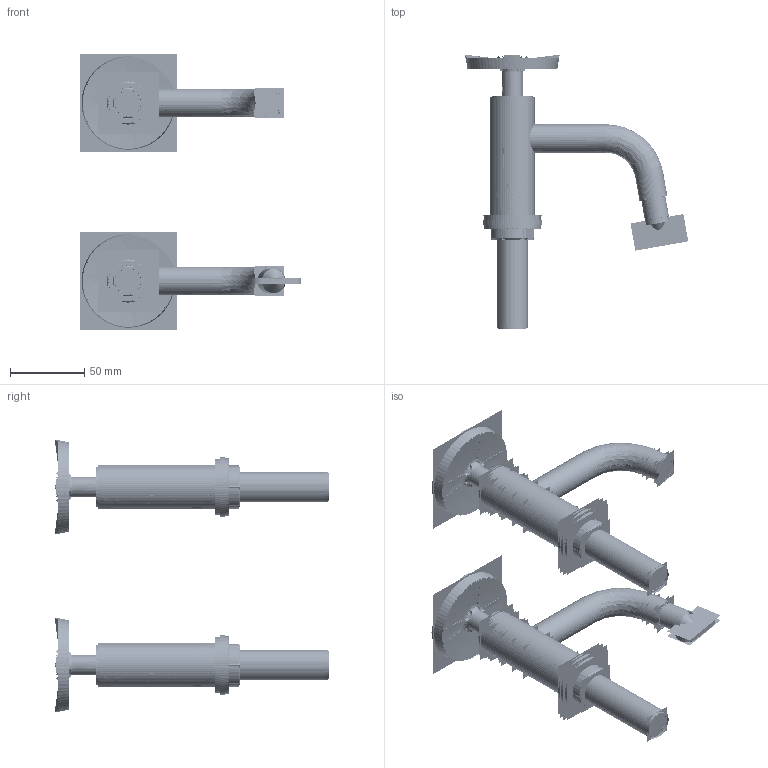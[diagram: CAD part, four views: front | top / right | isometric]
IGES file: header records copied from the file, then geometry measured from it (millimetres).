
Start section:  PTC IGES file: RIV7.igs
Global section: file name: RIV7.igs; native system: Pro/ENGINEER by Parametric Technology Corporation; preprocessor: 2009360; author: user321; organization: Unknown; date: 20200406.082714; units: millimetre
Bounding box: 151.29 x 185 x 185.52 mm (x, y, z)
Volume: 263922.8 mm3; surface area: 1642376.7 mm2
Topology: 32 solids, 72 shells, 3464 faces, 17882 edges, 22823 vertices
Faces by surface type: bspline 1838, revolution 1626
